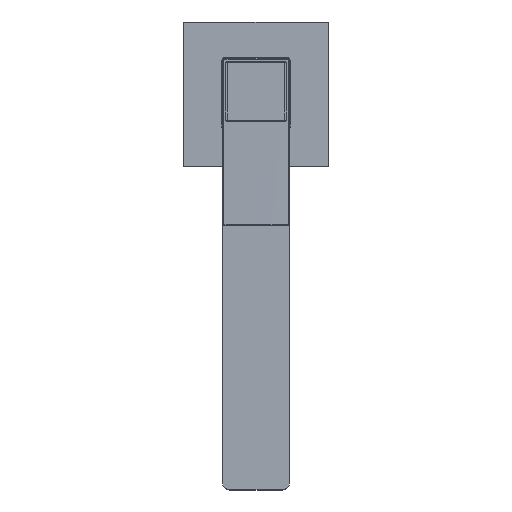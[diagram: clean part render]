
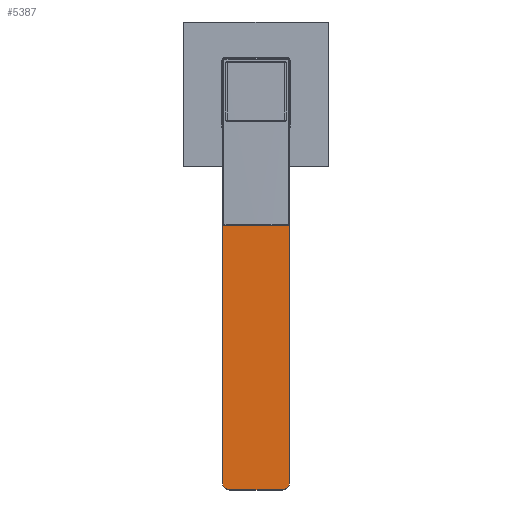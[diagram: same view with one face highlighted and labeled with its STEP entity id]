
A CAD part, top view. The second image highlights one B-rep face of the part: STEP entity #5387.
In plain terms, the highlighted planar face has unit normal (0, 0, 1).
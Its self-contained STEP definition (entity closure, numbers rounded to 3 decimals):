
#5255=CARTESIAN_POINT('Axis2P3D Location',(0.,0.,25.)) ;
#5260=CARTESIAN_POINT('Line Origine',(-22.5,-135.878,25.)) ;
#5264=CARTESIAN_POINT('Vertex',(-22.5,-9.256,25.)) ;
#5266=CARTESIAN_POINT('Vertex',(-22.5,-262.5,25.)) ;
#5269=CARTESIAN_POINT('Axis2P3D Location',(-17.5,-262.5,25.)) ;
#5273=CARTESIAN_POINT('Vertex',(-17.5,-267.5,25.)) ;
#5276=CARTESIAN_POINT('Line Origine',(0.,-267.5,25.)) ;
#5280=CARTESIAN_POINT('Vertex',(17.5,-267.5,25.)) ;
#5283=CARTESIAN_POINT('Axis2P3D Location',(17.5,-262.5,25.)) ;
#5287=CARTESIAN_POINT('Vertex',(22.5,-262.5,25.)) ;
#5290=CARTESIAN_POINT('Line Origine',(22.5,-135.878,25.)) ;
#5294=CARTESIAN_POINT('Vertex',(22.5,-9.256,25.)) ;
#5298=CARTESIAN_POINT('Control Point',(22.5,-9.256,25.)) ;
#5299=CARTESIAN_POINT('Control Point',(22.022,-8.432,25.)) ;
#5300=CARTESIAN_POINT('Control Point',(21.727,-7.505,25.)) ;
#5301=CARTESIAN_POINT('Control Point',(21.488,-6.583,25.)) ;
#5302=CARTESIAN_POINT('Control Point',(21.321,-5.643,25.)) ;
#5303=CARTESIAN_POINT('Control Point',(21.203,-4.698,25.)) ;
#5304=CARTESIAN_POINT('Vertex',(21.203,-4.698,25.)) ;
#5307=CARTESIAN_POINT('Line Origine',(20.825,-1.656,25.)) ;
#5311=CARTESIAN_POINT('Vertex',(20.446,1.387,25.)) ;
#5315=CARTESIAN_POINT('Control Point',(-20.446,1.387,25.)) ;
#5316=CARTESIAN_POINT('Control Point',(-20.183,3.498,25.)) ;
#5317=CARTESIAN_POINT('Control Point',(-19.684,5.575,25.)) ;
#5318=CARTESIAN_POINT('Control Point',(-18.954,7.581,25.)) ;
#5319=CARTESIAN_POINT('Control Point',(-17.081,11.316,25.)) ;
#5320=CARTESIAN_POINT('Control Point',(-14.414,14.504,25.)) ;
#5321=CARTESIAN_POINT('Control Point',(-12.927,15.907,25.)) ;
#5322=CARTESIAN_POINT('Control Point',(-9.7,18.279,25.)) ;
#5323=CARTESIAN_POINT('Control Point',(-6.008,19.793,25.)) ;
#5324=CARTESIAN_POINT('Control Point',(-4.11,20.308,25.)) ;
#5325=CARTESIAN_POINT('Control Point',(-0.227,20.844,25.)) ;
#5326=CARTESIAN_POINT('Control Point',(3.666,20.398,25.)) ;
#5327=CARTESIAN_POINT('Control Point',(5.575,19.928,25.)) ;
#5328=CARTESIAN_POINT('Control Point',(9.295,18.501,25.)) ;
#5329=CARTESIAN_POINT('Control Point',(12.569,16.205,25.)) ;
#5330=CARTESIAN_POINT('Control Point',(14.084,14.838,25.)) ;
#5331=CARTESIAN_POINT('Control Point',(16.813,11.716,25.)) ;
#5332=CARTESIAN_POINT('Control Point',(18.761,8.028,25.)) ;
#5333=CARTESIAN_POINT('Control Point',(19.532,6.04,25.)) ;
#5334=CARTESIAN_POINT('Control Point',(20.099,3.882,25.)) ;
#5335=CARTESIAN_POINT('Control Point',(20.408,1.681,25.)) ;
#5336=CARTESIAN_POINT('Control Point',(20.421,1.583,25.)) ;
#5337=CARTESIAN_POINT('Control Point',(20.434,1.485,25.)) ;
#5338=CARTESIAN_POINT('Control Point',(20.446,1.387,25.)) ;
#5339=CARTESIAN_POINT('Vertex',(-20.446,1.387,25.)) ;
#5342=CARTESIAN_POINT('Line Origine',(-20.825,-1.656,25.)) ;
#5346=CARTESIAN_POINT('Vertex',(-21.204,-4.698,25.)) ;
#5350=CARTESIAN_POINT('Control Point',(-22.5,-9.256,25.)) ;
#5351=CARTESIAN_POINT('Control Point',(-22.022,-8.432,25.)) ;
#5352=CARTESIAN_POINT('Control Point',(-21.728,-7.505,25.)) ;
#5353=CARTESIAN_POINT('Control Point',(-21.488,-6.583,25.)) ;
#5354=CARTESIAN_POINT('Control Point',(-21.321,-5.643,25.)) ;
#5355=CARTESIAN_POINT('Control Point',(-21.204,-4.698,25.)) ;
#5369=CARTESIAN_POINT('Axis2P3D Location',(0.,0.,25.)) ;
#5373=CARTESIAN_POINT('Vertex',(0.,19.25,25.)) ;
#5375=CARTESIAN_POINT('Vertex',(0.,-19.25,25.)) ;
#5378=CARTESIAN_POINT('Axis2P3D Location',(0.,0.,25.)) ;
#5262=VECTOR('Line Direction',#5261,1.) ;
#5278=VECTOR('Line Direction',#5277,1.) ;
#5292=VECTOR('Line Direction',#5291,1.) ;
#5309=VECTOR('Line Direction',#5308,1.) ;
#5344=VECTOR('Line Direction',#5343,1.) ;
#5256=DIRECTION('Axis2P3D Direction',(0.,0.,1.)) ;
#5257=DIRECTION('Axis2P3D XDirection',(0.,-1.,0.)) ;
#5261=DIRECTION('Vector Direction',(0.,1.,0.)) ;
#5270=DIRECTION('Axis2P3D Direction',(0.,0.,1.)) ;
#5277=DIRECTION('Vector Direction',(1.,0.,0.)) ;
#5284=DIRECTION('Axis2P3D Direction',(0.,0.,1.)) ;
#5291=DIRECTION('Vector Direction',(0.,-1.,0.)) ;
#5308=DIRECTION('Vector Direction',(-0.124,0.992,0.)) ;
#5343=DIRECTION('Vector Direction',(0.124,0.992,0.)) ;
#5370=DIRECTION('Axis2P3D Direction',(0.,0.,1.)) ;
#5379=DIRECTION('Axis2P3D Direction',(0.,0.,1.)) ;
#5258=AXIS2_PLACEMENT_3D('Plane Axis2P3D',#5255,#5256,#5257) ;
#5271=AXIS2_PLACEMENT_3D('Circle Axis2P3D',#5269,#5270,$) ;
#5285=AXIS2_PLACEMENT_3D('Circle Axis2P3D',#5283,#5284,$) ;
#5371=AXIS2_PLACEMENT_3D('Circle Axis2P3D',#5369,#5370,$) ;
#5380=AXIS2_PLACEMENT_3D('Circle Axis2P3D',#5378,#5379,$) ;
#5263=LINE('Line',#5260,#5262) ;
#5279=LINE('Line',#5276,#5278) ;
#5293=LINE('Line',#5290,#5292) ;
#5310=LINE('Line',#5307,#5309) ;
#5345=LINE('Line',#5342,#5344) ;
#5272=CIRCLE('generated circle',#5271,5.) ;
#5286=CIRCLE('generated circle',#5285,5.) ;
#5372=CIRCLE('generated circle',#5371,19.25) ;
#5381=CIRCLE('generated circle',#5380,19.25) ;
#5259=PLANE('',#5258) ;
#5386=FACE_BOUND('',#5383,.T.) ;
#5268=EDGE_CURVE('',#5265,#5267,#5263,.F.) ;
#5275=EDGE_CURVE('',#5267,#5274,#5272,.T.) ;
#5282=EDGE_CURVE('',#5274,#5281,#5279,.T.) ;
#5289=EDGE_CURVE('',#5281,#5288,#5286,.T.) ;
#5296=EDGE_CURVE('',#5288,#5295,#5293,.F.) ;
#5306=EDGE_CURVE('',#5295,#5305,#5297,.T.) ;
#5313=EDGE_CURVE('',#5305,#5312,#5310,.T.) ;
#5341=EDGE_CURVE('',#5312,#5340,#5314,.F.) ;
#5348=EDGE_CURVE('',#5340,#5347,#5345,.F.) ;
#5356=EDGE_CURVE('',#5347,#5265,#5349,.F.) ;
#5377=EDGE_CURVE('',#5374,#5376,#5372,.F.) ;
#5382=EDGE_CURVE('',#5376,#5374,#5381,.F.) ;
#5358=ORIENTED_EDGE('',*,*,#5268,.T.) ;
#5359=ORIENTED_EDGE('',*,*,#5275,.T.) ;
#5360=ORIENTED_EDGE('',*,*,#5282,.T.) ;
#5361=ORIENTED_EDGE('',*,*,#5289,.T.) ;
#5362=ORIENTED_EDGE('',*,*,#5296,.T.) ;
#5363=ORIENTED_EDGE('',*,*,#5306,.T.) ;
#5364=ORIENTED_EDGE('',*,*,#5313,.T.) ;
#5365=ORIENTED_EDGE('',*,*,#5341,.T.) ;
#5366=ORIENTED_EDGE('',*,*,#5348,.T.) ;
#5367=ORIENTED_EDGE('',*,*,#5356,.T.) ;
#5384=ORIENTED_EDGE('',*,*,#5377,.T.) ;
#5385=ORIENTED_EDGE('',*,*,#5382,.T.) ;
#5357=EDGE_LOOP('',(#5358,#5359,#5360,#5361,#5362,#5363,#5364,#5365,#5366,#5367)) ;
#5383=EDGE_LOOP('',(#5384,#5385)) ;
#5265=VERTEX_POINT('',#5264) ;
#5267=VERTEX_POINT('',#5266) ;
#5274=VERTEX_POINT('',#5273) ;
#5281=VERTEX_POINT('',#5280) ;
#5288=VERTEX_POINT('',#5287) ;
#5295=VERTEX_POINT('',#5294) ;
#5305=VERTEX_POINT('',#5304) ;
#5312=VERTEX_POINT('',#5311) ;
#5340=VERTEX_POINT('',#5339) ;
#5347=VERTEX_POINT('',#5346) ;
#5374=VERTEX_POINT('',#5373) ;
#5376=VERTEX_POINT('',#5375) ;
#5387=ADVANCED_FACE('Superficie.218',(#5368,#5386),#5259,.T.) ;
#5297=B_SPLINE_CURVE_WITH_KNOTS('',5,(#5298,#5299,#5300,#5301,#5302,#5303),.UNSPECIFIED.,.F.,.U.,(6,6),(0.,6.746),.UNSPECIFIED.) ;
#5314=B_SPLINE_CURVE_WITH_KNOTS('',5,(#5315,#5316,#5317,#5318,#5319,#5320,#5321,#5322,#5323,#5324,#5325,#5326,#5327,#5328,#5329,#5330,#5331,#5332,#5333,#5334,#5335,#5336,#5337,#5338),.UNSPECIFIED.,.F.,.U.,(6,3,3,3,3,3,3,6),(0.,14.935,29.359,43.323,57.28,71.675,86.593,87.286),.UNSPECIFIED.) ;
#5349=B_SPLINE_CURVE_WITH_KNOTS('',5,(#5350,#5351,#5352,#5353,#5354,#5355),.UNSPECIFIED.,.F.,.U.,(6,6),(0.,6.746),.UNSPECIFIED.) ;
#5368=FACE_OUTER_BOUND('',#5357,.T.) ;
